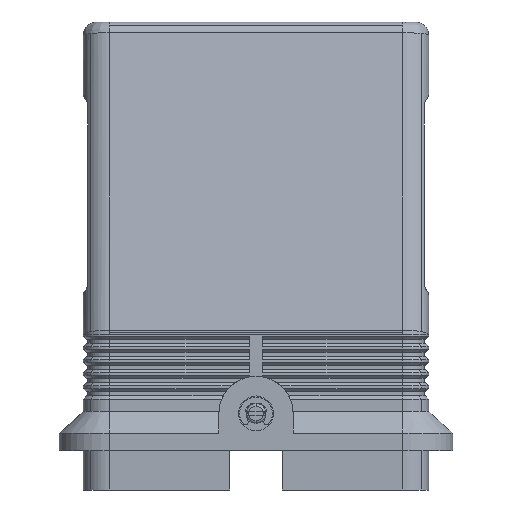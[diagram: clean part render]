
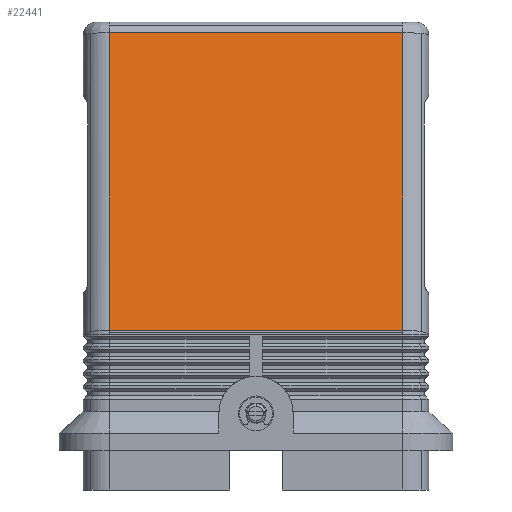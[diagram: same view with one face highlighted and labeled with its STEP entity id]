
A CAD part, left-side view. The second image highlights one B-rep face of the part: STEP entity #22441.
In plain terms, the highlighted planar face has unit normal (-0.984, 0, 0.18).
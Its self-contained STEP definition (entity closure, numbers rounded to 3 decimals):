
#363=CARTESIAN_POINT('',(-60.402,-33.5,36.536));
#364=VERTEX_POINT('',#363);
#372=CARTESIAN_POINT('',(-60.402,33.5,36.536));
#373=VERTEX_POINT('',#372);
#374=CARTESIAN_POINT('',(-60.402,-33.5,36.536));
#375=DIRECTION('',(0.0,1.0,0.0));
#376=VECTOR('',#375,67.);
#377=LINE('',#374,#376);
#378=EDGE_CURVE('',#364,#373,#377,.T.);
#22100=CARTESIAN_POINT('',(-47.95,-33.5,104.54));
#22101=VERTEX_POINT('',#22100);
#22210=CARTESIAN_POINT('',(-47.95,33.5,104.54));
#22211=VERTEX_POINT('',#22210);
#22247=CARTESIAN_POINT('',(-47.95,33.5,104.54));
#22248=DIRECTION('',(0.0,-1.0,0.0));
#22249=VECTOR('',#22248,67.);
#22250=LINE('',#22247,#22249);
#22251=EDGE_CURVE('',#22211,#22101,#22250,.T.);
#22270=CARTESIAN_POINT('',(-60.402,33.5,36.536));
#22271=DIRECTION('',(0.18,0.0,0.984));
#22272=VECTOR('',#22271,69.135);
#22273=LINE('',#22270,#22272);
#22274=EDGE_CURVE('',#373,#22211,#22273,.T.);
#22420=CARTESIAN_POINT('',(-47.95,-33.5,104.54));
#22421=DIRECTION('',(-0.18,0.0,-0.984));
#22422=VECTOR('',#22421,69.135);
#22423=LINE('',#22420,#22422);
#22424=EDGE_CURVE('',#22101,#364,#22423,.T.);
#22430=CARTESIAN_POINT('',(-47.5,0.0,107.));
#22431=DIRECTION('',(-0.984,0.0,0.18));
#22432=DIRECTION('',(0.18,0.0,0.984));
#22433=AXIS2_PLACEMENT_3D('',#22430,#22431,#22432);
#22434=PLANE('',#22433);
#22435=ORIENTED_EDGE('',*,*,#22251,.F.);
#22436=ORIENTED_EDGE('',*,*,#22274,.F.);
#22437=ORIENTED_EDGE('',*,*,#378,.F.);
#22438=ORIENTED_EDGE('',*,*,#22424,.F.);
#22439=EDGE_LOOP('',(#22435,#22436,#22437,#22438));
#22440=FACE_OUTER_BOUND('',#22439,.T.);
#22441=ADVANCED_FACE('',(#22440),#22434,.T.);
